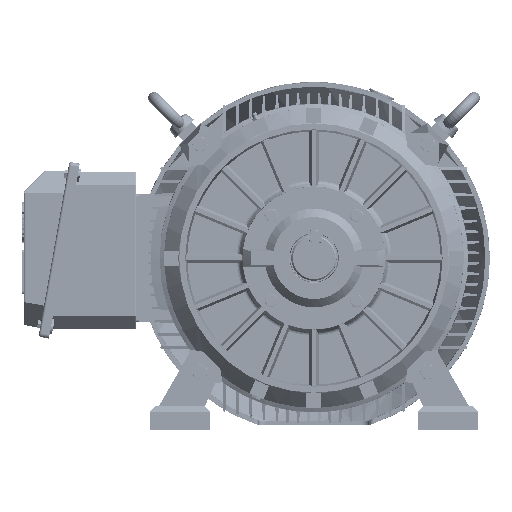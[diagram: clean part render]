
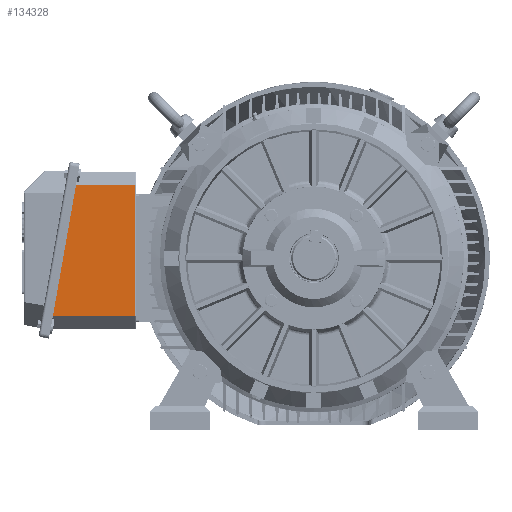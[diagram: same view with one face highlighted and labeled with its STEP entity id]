
A CAD part, left-side view. The second image highlights one B-rep face of the part: STEP entity #134328.
In plain terms, the highlighted face is planar.
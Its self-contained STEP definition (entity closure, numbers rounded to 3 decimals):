
#57390 = CARTESIAN_POINT ( 'NONE',  ( 17.929, 2., -120. ) ) ;
#57401 = DIRECTION ( 'NONE',  ( 0., -1., 0. ) ) ;
#57403 = VECTOR ( 'NONE', #57401, 1000. ) ;
#57406 = CARTESIAN_POINT ( 'NONE',  ( 17.929, 0., -120. ) ) ;
#57408 = LINE ( 'NONE', #57406, #57403 ) ;
#57591 = CARTESIAN_POINT ( 'NONE',  ( 17.929, 80.201, -120. ) ) ;
#57595 = DIRECTION ( 'NONE',  ( 0.985, 0.174, 0. ) ) ;
#57596 = VECTOR ( 'NONE', #57595, 1000. ) ;
#57597 = CARTESIAN_POINT ( 'NONE',  ( -13.175, 74.717, -120. ) ) ;
#57598 = LINE ( 'NONE', #57597, #57596 ) ;
#57616 = CARTESIAN_POINT ( 'NONE',  ( 191.683, 110.839, -120. ) ) ;
#57954 = LINE ( 'NONE', #58082, #58081 ) ;
#57959 = CARTESIAN_POINT ( 'NONE',  ( 191.683, 2., -120. ) ) ;
#58080 = DIRECTION ( 'NONE',  ( 0., 1., 0. ) ) ;
#58081 = VECTOR ( 'NONE', #58080, 1000. ) ;
#58082 = CARTESIAN_POINT ( 'NONE',  ( 191.683, 0., -120. ) ) ;
#59272 = PLANE ( 'NONE',  #59275 ) ;
#59274 = FACE_OUTER_BOUND ( 'NONE', #134333, .T. ) ;
#59275 = AXIS2_PLACEMENT_3D ( 'NONE', #59350, #59349, #59347 ) ;
#59332 = DIRECTION ( 'NONE',  ( -1., 0., 0. ) ) ;
#59334 = VECTOR ( 'NONE', #59332, 1000. ) ;
#59336 = CARTESIAN_POINT ( 'NONE',  ( 17.929, 2., -120. ) ) ;
#59338 = LINE ( 'NONE', #59336, #59334 ) ;
#59347 = DIRECTION ( 'NONE',  ( -1., 0., 0. ) ) ;
#59349 = DIRECTION ( 'NONE',  ( 0., 0., -1. ) ) ;
#59350 = CARTESIAN_POINT ( 'NONE',  ( 0., 0., -120. ) ) ;
#133568 = EDGE_CURVE ( 'NONE', #133634, #133571, #57408, .T. ) ;
#133571 = VERTEX_POINT ( 'NONE', #57390 ) ;
#133621 = VERTEX_POINT ( 'NONE', #57616 ) ;
#133631 = EDGE_CURVE ( 'NONE', #133634, #133621, #57598, .T. ) ;
#133634 = VERTEX_POINT ( 'NONE', #57591 ) ;
#133768 = VERTEX_POINT ( 'NONE', #57959 ) ;
#133773 = EDGE_CURVE ( 'NONE', #133768, #133621, #57954, .T. ) ;
#134328 = ADVANCED_FACE ( 'NONE', ( #59274 ), #59272, .T. ) ;
#134333 = EDGE_LOOP ( 'NONE', ( #134335, #134339, #134347, #134351 ) ) ;
#134335 = ORIENTED_EDGE ( 'NONE', *, *, #133773, .F. ) ;
#134339 = ORIENTED_EDGE ( 'NONE', *, *, #134343, .T. ) ;
#134343 = EDGE_CURVE ( 'NONE', #133768, #133571, #59338, .T. ) ;
#134347 = ORIENTED_EDGE ( 'NONE', *, *, #133568, .F. ) ;
#134351 = ORIENTED_EDGE ( 'NONE', *, *, #133631, .T. ) ;
